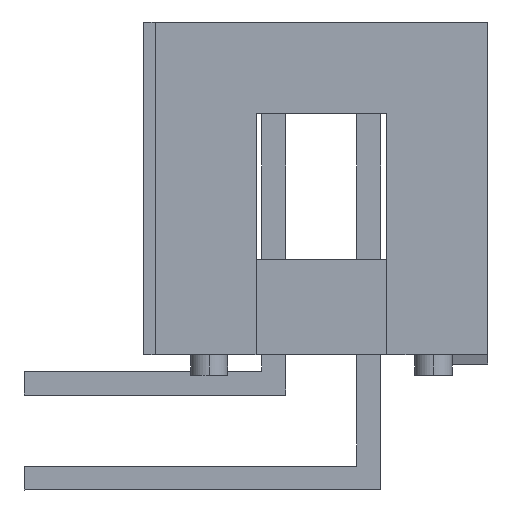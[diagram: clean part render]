
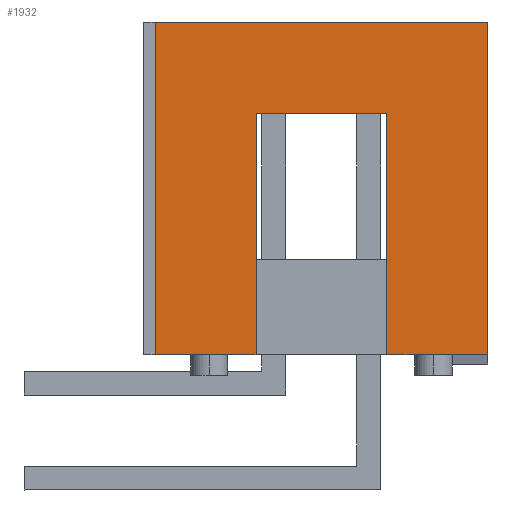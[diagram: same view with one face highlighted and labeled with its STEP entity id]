
A CAD part, left-side view. The second image highlights one B-rep face of the part: STEP entity #1932.
In plain terms, the highlighted free-form (B-spline) face has degree [1, 1] with [2, 2] control points.
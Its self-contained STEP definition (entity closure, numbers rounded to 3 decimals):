
#957=EDGE_CURVE('E128',#1701,#2128,#2630,.T.);
#1006=EDGE_CURVE('E144',#2177,#1594,#2682,.T.);
#1033=VERTEX_POINT('V103',#2712);
#1151=EDGE_CURVE('E142',#1169,#1033,#2838,.T.);
#1169=VERTEX_POINT('V95',#2858);
#1371=VERTEX_POINT('V86',#3075);
#1512=EDGE_CURVE('E126',#1371,#1169,#3231,.T.);
#1586=EDGE_CURVE('E114',#2128,#1371,#3310,.T.);
#1594=VERTEX_POINT('V55',#3318);
#1701=VERTEX_POINT('V99',#3436);
#1924=EDGE_CURVE('E145',#2166,#1701,#3682,.T.);
#1932=ADVANCED_FACE('F48',(#3690),#3691,.T.);
#1969=EDGE_CURVE('E68',#2166,#1594,#3731,.T.);
#2128=VERTEX_POINT('V88',#3904);
#2166=VERTEX_POINT('V54',#3943);
#2177=VERTEX_POINT('V104',#3955);
#2252=EDGE_CURVE('E143',#1033,#2177,#4047,.T.);
#2630=B_SPLINE_CURVE_WITH_KNOTS('',1,(#4561,#4562),.UNSPECIFIED.,.F.,.F.,(2,2),(0.0,5.244),.UNSPECIFIED.);
#2682=B_SPLINE_CURVE_WITH_KNOTS('',1,(#4655,#4656),.UNSPECIFIED.,.F.,.F.,(2,2),(0.0,1.0),.UNSPECIFIED.);
#2712=CARTESIAN_POINT('',(-25.4,-4.45,-8.9));
#2838=B_SPLINE_CURVE_WITH_KNOTS('',1,(#4966,#4967),.UNSPECIFIED.,.F.,.F.,(2,2),(0.697,1.0),.UNSPECIFIED.);
#2858=CARTESIAN_POINT('',(-25.4,-1.75,-8.9));
#3075=CARTESIAN_POINT('',(-25.4,-1.75,-2.45));
#3231=B_SPLINE_CURVE_WITH_KNOTS('',1,(#5791,#5792),.UNSPECIFIED.,.F.,.F.,(2,2),(0.0,1.843),.UNSPECIFIED.);
#3310=B_SPLINE_CURVE_WITH_KNOTS('',1,(#5969,#5970),.UNSPECIFIED.,.F.,.F.,(2,2),(0.0,1.0),.UNSPECIFIED.);
#3318=CARTESIAN_POINT('',(-25.4,4.45,0.0));
#3436=CARTESIAN_POINT('',(-25.4,1.75,-8.9));
#3682=B_SPLINE_CURVE_WITH_KNOTS('',1,(#6682,#6683),.UNSPECIFIED.,.F.,.F.,(2,2),(0.0,0.303),.UNSPECIFIED.);
#3690=FACE_OUTER_BOUND('',#6707,.T.);
#3691=B_SPLINE_SURFACE_WITH_KNOTS('',1,1,((#6708,#6709),(#6710,#6711)),.UNSPECIFIED.,.F.,.F.,.F.,(2,2),(2,2),(0.0,1.0),(0.0,1.0),.UNSPECIFIED.);
#3731=B_SPLINE_CURVE_WITH_KNOTS('',1,(#6809,#6810),.UNSPECIFIED.,.F.,.F.,(2,2),(0.0,4.363),.UNSPECIFIED.);
#3904=CARTESIAN_POINT('',(-25.4,1.75,-2.45));
#3943=CARTESIAN_POINT('',(-25.4,4.45,-8.9));
#3955=CARTESIAN_POINT('',(-25.4,-4.45,0.0));
#4047=B_SPLINE_CURVE_WITH_KNOTS('',1,(#7449,#7450),.UNSPECIFIED.,.F.,.F.,(2,2),(0.0,1.0),.UNSPECIFIED.);
#4561=CARTESIAN_POINT('',(-25.4,1.75,-8.9));
#4562=CARTESIAN_POINT('',(-25.4,1.75,-2.45));
#4655=CARTESIAN_POINT('',(-25.4,-4.45,0.0));
#4656=CARTESIAN_POINT('',(-25.4,4.45,0.0));
#4966=CARTESIAN_POINT('',(-25.4,-1.75,-8.9));
#4967=CARTESIAN_POINT('',(-25.4,-4.45,-8.9));
#5791=CARTESIAN_POINT('',(-25.4,-1.75,-2.45));
#5792=CARTESIAN_POINT('',(-25.4,-1.75,-8.9));
#5969=CARTESIAN_POINT('',(-25.4,1.75,-2.45));
#5970=CARTESIAN_POINT('',(-25.4,-1.75,-2.45));
#6682=CARTESIAN_POINT('',(-25.4,4.45,-8.9));
#6683=CARTESIAN_POINT('',(-25.4,1.75,-8.9));
#6707=EDGE_LOOP('',(#8501,#8502,#8503,#8504,#8505,#8506,#8507,#8508));
#6708=CARTESIAN_POINT('',(-25.4,4.45,-8.9));
#6709=CARTESIAN_POINT('',(-25.4,4.45,0.0));
#6710=CARTESIAN_POINT('',(-25.4,-4.45,-8.9));
#6711=CARTESIAN_POINT('',(-25.4,-4.45,0.0));
#6809=CARTESIAN_POINT('',(-25.4,4.45,-8.9));
#6810=CARTESIAN_POINT('',(-25.4,4.45,0.0));
#7449=CARTESIAN_POINT('',(-25.4,-4.45,-8.9));
#7450=CARTESIAN_POINT('',(-25.4,-4.45,0.0));
#8501=ORIENTED_EDGE('',*,*,#1586,.T.);
#8502=ORIENTED_EDGE('',*,*,#1512,.T.);
#8503=ORIENTED_EDGE('',*,*,#1151,.T.);
#8504=ORIENTED_EDGE('',*,*,#2252,.T.);
#8505=ORIENTED_EDGE('',*,*,#1006,.T.);
#8506=ORIENTED_EDGE('',*,*,#1969,.F.);
#8507=ORIENTED_EDGE('',*,*,#1924,.T.);
#8508=ORIENTED_EDGE('',*,*,#957,.T.);
